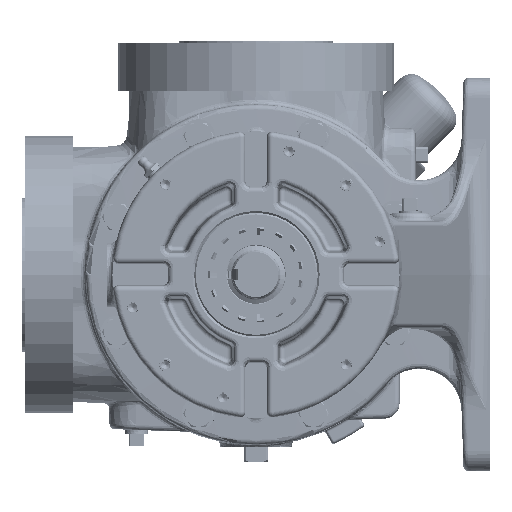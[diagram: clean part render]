
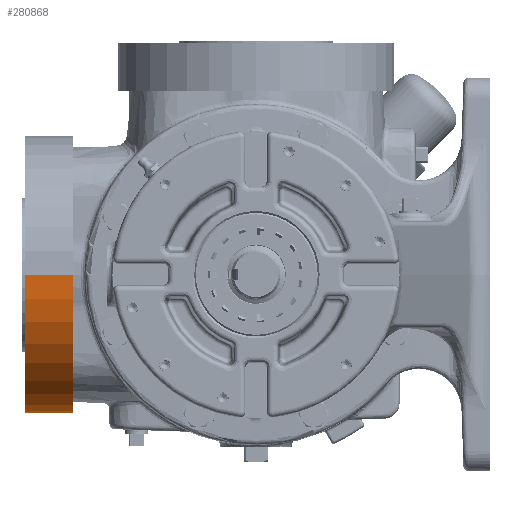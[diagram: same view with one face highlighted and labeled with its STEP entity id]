
A CAD part, left-side view. The second image highlights one B-rep face of the part: STEP entity #280868.
In plain terms, the highlighted cylindrical face has radius 82.55 mm (diameter 165.1 mm), a partial arc.
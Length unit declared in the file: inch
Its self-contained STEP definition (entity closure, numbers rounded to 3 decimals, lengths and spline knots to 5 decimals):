
#8696 = CARTESIAN_POINT ( 'NONE',  ( 2.78, 5.44, 0. ) ) ;
#14576 = AXIS2_PLACEMENT_3D ( 'NONE', #8696, #225487, #173995 ) ;
#15990 = ORIENTED_EDGE ( 'NONE', *, *, #163555, .F. ) ;
#19722 = LINE ( 'NONE', #104993, #206439 ) ;
#31583 = EDGE_LOOP ( 'NONE', ( #213220, #205047, #15990, #75982 ) ) ;
#75982 = ORIENTED_EDGE ( 'NONE', *, *, #152667, .F. ) ;
#85905 = EDGE_CURVE ( 'NONE', #113645, #221728, #332368, .T. ) ;
#87303 = CARTESIAN_POINT ( 'NONE',  ( 6.03, 4.31, 0. ) ) ;
#104993 = CARTESIAN_POINT ( 'NONE',  ( 6.03, 3.8174, 0. ) ) ;
#109869 = VERTEX_POINT ( 'NONE', #231351 ) ;
#113645 = VERTEX_POINT ( 'NONE', #340968 ) ;
#124276 = DIRECTION ( 'NONE',  ( 0., -1., 0. ) ) ;
#138747 = AXIS2_PLACEMENT_3D ( 'NONE', #291635, #295121, #323486 ) ;
#142552 = CARTESIAN_POINT ( 'NONE',  ( -0.47, 3.8174, 0. ) ) ;
#152667 = EDGE_CURVE ( 'NONE', #113645, #109869, #165710, .T. ) ;
#163555 = EDGE_CURVE ( 'NONE', #109869, #191830, #286280, .T. ) ;
#165710 = LINE ( 'NONE', #142552, #320322 ) ;
#173995 = DIRECTION ( 'NONE',  ( -1., 0., 0. ) ) ;
#179288 = CARTESIAN_POINT ( 'NONE',  ( 2.78, 3.8174, 0. ) ) ;
#191830 = VERTEX_POINT ( 'NONE', #87303 ) ;
#205047 = ORIENTED_EDGE ( 'NONE', *, *, #315213, .T. ) ;
#206439 = VECTOR ( 'NONE', #289823, 39.37008 ) ;
#213220 = ORIENTED_EDGE ( 'NONE', *, *, #85905, .T. ) ;
#221728 = VERTEX_POINT ( 'NONE', #291595 ) ;
#225487 = DIRECTION ( 'NONE',  ( 0., -1., 0. ) ) ;
#231351 = CARTESIAN_POINT ( 'NONE',  ( -0.47, 4.31, 0. ) ) ;
#231410 = AXIS2_PLACEMENT_3D ( 'NONE', #179288, #124276, #347930 ) ;
#253971 = CYLINDRICAL_SURFACE ( 'NONE', #231410, 3.25 ) ;
#280656 = FACE_OUTER_BOUND ( 'NONE', #31583, .T. ) ;
#280868 = ADVANCED_FACE ( 'NONE', ( #280656 ), #253971, .T. ) ;
#286280 = CIRCLE ( 'NONE', #138747, 3.25 ) ;
#289823 = DIRECTION ( 'NONE',  ( 0., -1., 0. ) ) ;
#291595 = CARTESIAN_POINT ( 'NONE',  ( 6.03, 5.44, 0. ) ) ;
#291635 = CARTESIAN_POINT ( 'NONE',  ( 2.78, 4.31, 0. ) ) ;
#295121 = DIRECTION ( 'NONE',  ( 0., -1., 0. ) ) ;
#302398 = DIRECTION ( 'NONE',  ( 0., -1., 0. ) ) ;
#315213 = EDGE_CURVE ( 'NONE', #221728, #191830, #19722, .T. ) ;
#320322 = VECTOR ( 'NONE', #302398, 39.37008 ) ;
#323486 = DIRECTION ( 'NONE',  ( -1., 0., 0. ) ) ;
#332368 = CIRCLE ( 'NONE', #14576, 3.25 ) ;
#340968 = CARTESIAN_POINT ( 'NONE',  ( -0.47, 5.44, 0. ) ) ;
#347930 = DIRECTION ( 'NONE',  ( -1., 0., 0. ) ) ;
